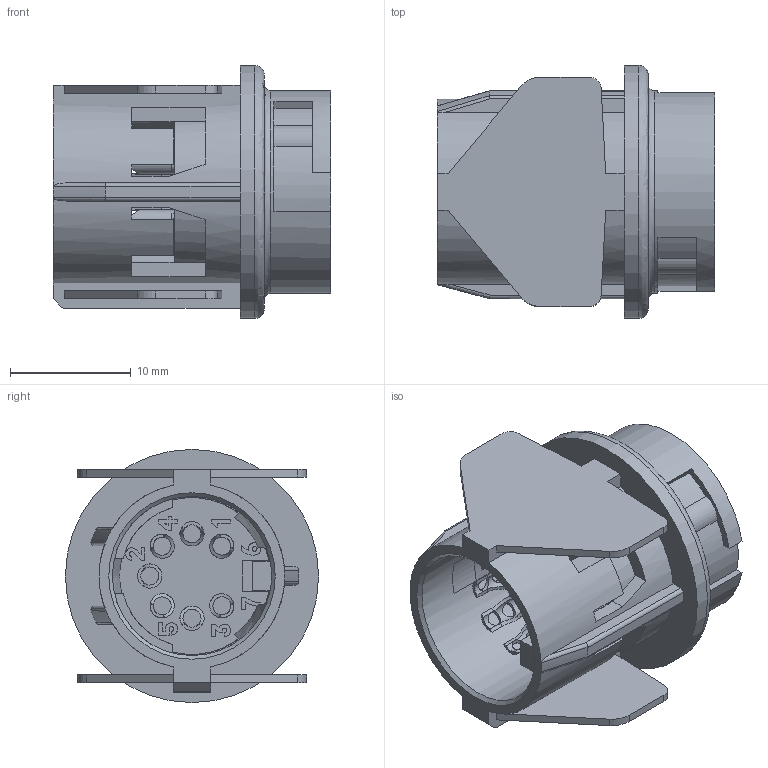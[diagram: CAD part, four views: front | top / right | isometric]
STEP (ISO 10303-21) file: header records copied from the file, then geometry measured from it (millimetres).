
FILE_DESCRIPTION(/* description */ (''),/* implementation_level */ '2;1');
FILE_NAME(/* name */ 't 3447 500 unxc001-01.stp',/* time_stamp */ '2019-07-08T17:24:53+02:00',/* author */ (''),/* organization */ (''),/* preprocessor_version */ 'ST-DEVELOPER v16.7',/* originating_system */ 'SIEMENS PLM Software NX 12.0',/* authorisation */ '');
FILE_SCHEMA (('AUTOMOTIVE_DESIGN { 1 0 10303 214 3 1 1 1 }'));
Length unit declared in the file: millimetre
Products named in the file (1): t 3447 500 unxc001-01
Bounding box: 23 x 21 x 21 mm (x, y, z)
Volume: 3145.1 mm3; surface area: 4388.2 mm2
Topology: 1 solids, 1 shells, 378 faces, 1111 edges, 732 vertices
Faces by surface type: plane 226, cylinder 126, cone 15, bspline 8, revolution 3
Full cylindrical faces by diameter (mm): 0.384 x1, 1.2 x14, 1.5 x7, 2 x7, 14 x1, 16.8 x1, 21 x1
Entity records: 13504 total; most frequent: CARTESIAN_POINT 3586, ORIENTED_EDGE 2152, DIRECTION 1910, EDGE_CURVE 1076, VERTEX_POINT 732, AXIS2_PLACEMENT_3D 638, LINE 631, VECTOR 631
